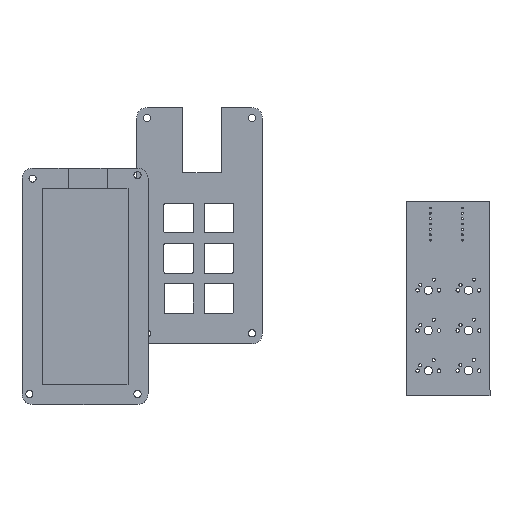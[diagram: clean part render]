
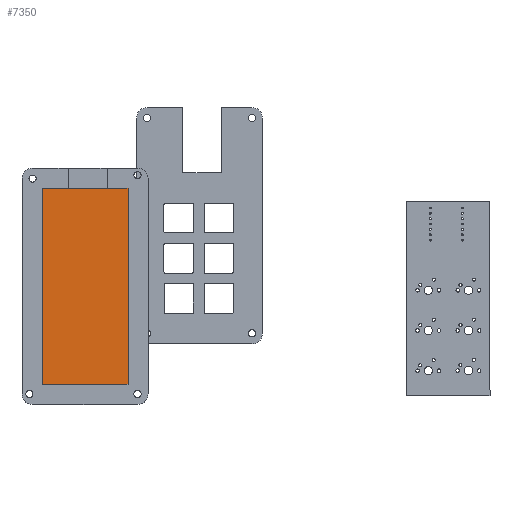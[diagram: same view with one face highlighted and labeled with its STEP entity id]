
A CAD part, top view. The second image highlights one B-rep face of the part: STEP entity #7350.
In plain terms, the highlighted planar face has unit normal (0, 0, 1).
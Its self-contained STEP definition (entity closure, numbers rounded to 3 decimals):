
#1142=FACE_OUTER_BOUND('',#1553,.T.);
#1553=EDGE_LOOP('',(#6206,#6207,#6208,#6209));
#2201=LINE('',#13391,#2802);
#2203=LINE('',#13396,#2804);
#2204=LINE('',#13397,#2805);
#2205=LINE('',#13398,#2806);
#2802=VECTOR('',#8584,10.);
#2804=VECTOR('',#8588,10.);
#2805=VECTOR('',#8589,10.);
#2806=VECTOR('',#8590,10.);
#3483=VERTEX_POINT('',#13388);
#3484=VERTEX_POINT('',#13390);
#3485=VERTEX_POINT('',#13394);
#3486=VERTEX_POINT('',#13395);
#4437=EDGE_CURVE('',#3483,#3484,#2201,.T.);
#4439=EDGE_CURVE('',#3485,#3486,#2203,.T.);
#4440=EDGE_CURVE('',#3484,#3485,#2204,.T.);
#4441=EDGE_CURVE('',#3486,#3483,#2205,.T.);
#6206=ORIENTED_EDGE('',*,*,#4439,.F.);
#6207=ORIENTED_EDGE('',*,*,#4440,.F.);
#6208=ORIENTED_EDGE('',*,*,#4437,.F.);
#6209=ORIENTED_EDGE('',*,*,#4441,.F.);
#7048=PLANE('',#7641);
#7350=ADVANCED_FACE('',(#1142),#7048,.T.);
#7641=AXIS2_PLACEMENT_3D('',#13393,#8586,#8587);
#8584=DIRECTION('',(1.,0.,0.));
#8586=DIRECTION('center_axis',(0.,0.,1.));
#8587=DIRECTION('ref_axis',(1.,0.,0.));
#8588=DIRECTION('',(-1.,0.,0.));
#8589=DIRECTION('',(0.,-1.,0.));
#8590=DIRECTION('',(0.,1.,0.));
#13388=CARTESIAN_POINT('',(-21.554,17.68,3.));
#13390=CARTESIAN_POINT('',(19.246,17.68,3.));
#13391=CARTESIAN_POINT('',(-11.354,17.68,3.));
#13393=CARTESIAN_POINT('Origin',(-1.154,-28.9,3.));
#13394=CARTESIAN_POINT('',(19.246,-75.48,3.));
#13395=CARTESIAN_POINT('',(-21.554,-75.48,3.));
#13396=CARTESIAN_POINT('',(9.046,-75.48,3.));
#13397=CARTESIAN_POINT('',(19.246,-5.61,3.));
#13398=CARTESIAN_POINT('',(-21.554,-52.19,3.));
